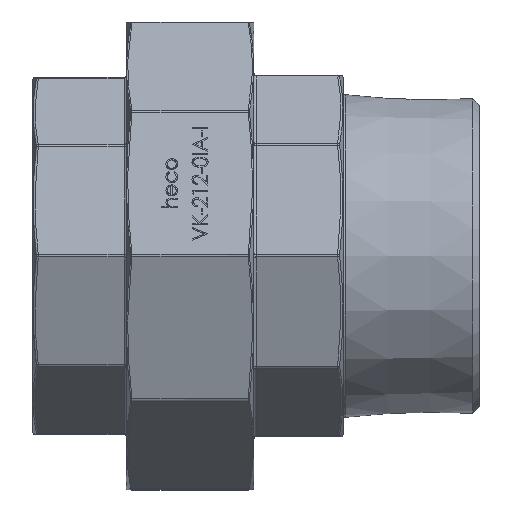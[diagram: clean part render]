
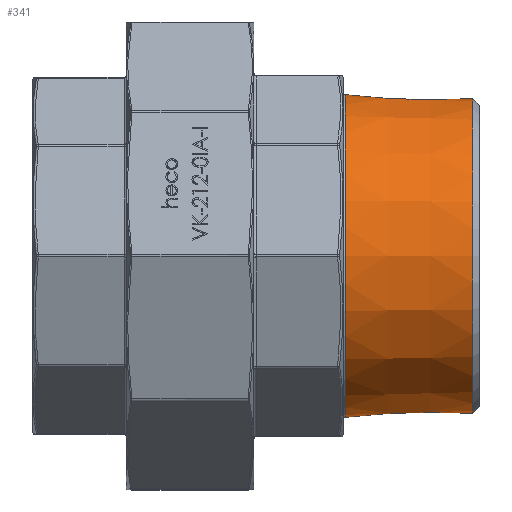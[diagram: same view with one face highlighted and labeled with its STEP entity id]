
A CAD part, top view. The second image highlights one B-rep face of the part: STEP entity #341.
In plain terms, the highlighted conical face has half-angle 1.79 degrees and reference radius 37.59 mm.
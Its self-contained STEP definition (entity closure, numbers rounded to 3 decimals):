
#341 = ADVANCED_FACE ( 'NONE', ( #21262, #2473 ), #3222, .T. ) ;
#502 = ORIENTED_EDGE ( 'NONE', *, *, #17212, .T. ) ;
#2107 = VERTEX_POINT ( 'NONE', #5583 ) ;
#2286 = AXIS2_PLACEMENT_3D ( 'NONE', #16129, #10661, #12203 ) ;
#2473 = FACE_BOUND ( 'NONE', #15592, .T. ) ;
#2886 = DIRECTION ( 'NONE',  ( 0., 0., 1. ) ) ;
#3222 = CONICAL_SURFACE ( 'NONE', #13203, 37.59, 0.031 ) ;
#3694 = AXIS2_PLACEMENT_3D ( 'NONE', #11392, #18260, #2886 ) ;
#5583 = CARTESIAN_POINT ( 'NONE',  ( 33.484, 0., 37.931 ) ) ;
#10661 = DIRECTION ( 'NONE',  ( 1., 0., 0. ) ) ;
#10782 = ORIENTED_EDGE ( 'NONE', *, *, #16413, .T. ) ;
#11392 = CARTESIAN_POINT ( 'NONE',  ( 63.472, 0., 0. ) ) ;
#12203 = DIRECTION ( 'NONE',  ( 0., 0., 1. ) ) ;
#13203 = AXIS2_PLACEMENT_3D ( 'NONE', #16456, #21903, #16687 ) ;
#13345 = CIRCLE ( 'NONE', #3694, 36.994 ) ;
#14188 = VERTEX_POINT ( 'NONE', #17470 ) ;
#15592 = EDGE_LOOP ( 'NONE', ( #502 ) ) ;
#16129 = CARTESIAN_POINT ( 'NONE',  ( 33.484, 0., 0. ) ) ;
#16197 = EDGE_LOOP ( 'NONE', ( #10782 ) ) ;
#16413 = EDGE_CURVE ( 'NONE', #2107, #2107, #16593, .T. ) ;
#16456 = CARTESIAN_POINT ( 'NONE',  ( 44.4, 0., 0. ) ) ;
#16593 = CIRCLE ( 'NONE', #2286, 37.931 ) ;
#16687 = DIRECTION ( 'NONE',  ( 0., 0., 1. ) ) ;
#17212 = EDGE_CURVE ( 'NONE', #14188, #14188, #13345, .T. ) ;
#17470 = CARTESIAN_POINT ( 'NONE',  ( 63.472, 0., 36.994 ) ) ;
#18260 = DIRECTION ( 'NONE',  ( -1., 0., 0. ) ) ;
#21262 = FACE_OUTER_BOUND ( 'NONE', #16197, .T. ) ;
#21903 = DIRECTION ( 'NONE',  ( -1., 0., 0. ) ) ;
